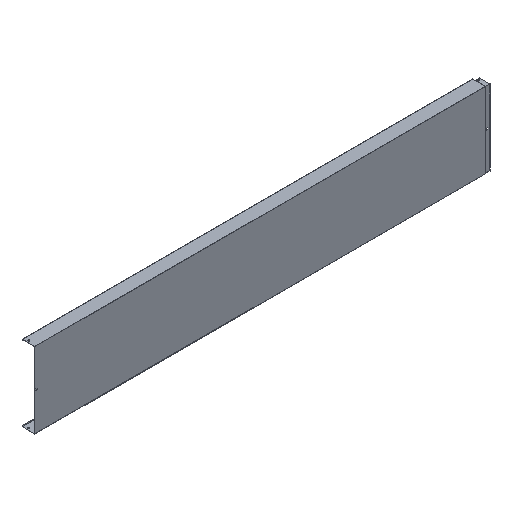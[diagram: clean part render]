
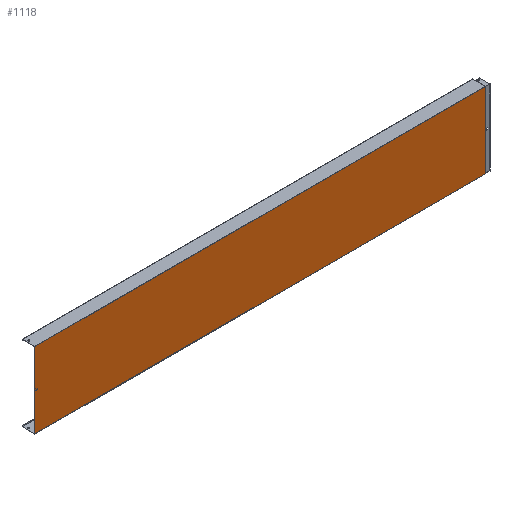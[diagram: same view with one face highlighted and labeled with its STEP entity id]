
A CAD part, isometric view. The second image highlights one B-rep face of the part: STEP entity #1118.
In plain terms, the highlighted planar face has unit normal (0, -1, 0).
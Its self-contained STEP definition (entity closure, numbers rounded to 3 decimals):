
#1 = LINE ( 'NONE', #1060, #415 ) ;
#19 = VERTEX_POINT ( 'NONE', #177 ) ;
#25 = AXIS2_PLACEMENT_3D ( 'NONE', #1034, #1332, #387 ) ;
#26 = CARTESIAN_POINT ( 'NONE',  ( -2970., 0., -250. ) ) ;
#55 = FACE_BOUND ( 'NONE', #1036, .T. ) ;
#70 = VERTEX_POINT ( 'NONE', #1308 ) ;
#83 = VECTOR ( 'NONE', #1849, 1000. ) ;
#126 = ORIENTED_EDGE ( 'NONE', *, *, #838, .F. ) ;
#172 = CARTESIAN_POINT ( 'NONE',  ( -2952.5, 0., -3.5 ) ) ;
#177 = CARTESIAN_POINT ( 'NONE',  ( -2952.5, 0., 3.5 ) ) ;
#212 = ORIENTED_EDGE ( 'NONE', *, *, #393, .T. ) ;
#238 = VECTOR ( 'NONE', #1132, 1000. ) ;
#300 = DIRECTION ( 'NONE',  ( -1., 0., 0. ) ) ;
#317 = CARTESIAN_POINT ( 'NONE',  ( -2970., 0., 250. ) ) ;
#332 = CARTESIAN_POINT ( 'NONE',  ( 1.278, 0., 250. ) ) ;
#359 = DIRECTION ( 'NONE',  ( 0., 0., -1. ) ) ;
#362 = CARTESIAN_POINT ( 'NONE',  ( -2952.5, 0., -3.5 ) ) ;
#387 = DIRECTION ( 'NONE',  ( 0., 0., -1. ) ) ;
#393 = EDGE_CURVE ( 'NONE', #70, #19, #1540, .T. ) ;
#415 = VECTOR ( 'NONE', #1975, 1000. ) ;
#421 = ORIENTED_EDGE ( 'NONE', *, *, #1049, .T. ) ;
#477 = EDGE_CURVE ( 'NONE', #603, #545, #664, .T. ) ;
#483 = FACE_OUTER_BOUND ( 'NONE', #1411, .T. ) ;
#485 = VERTEX_POINT ( 'NONE', #948 ) ;
#522 = CARTESIAN_POINT ( 'NONE',  ( -2952.5, 0., 3.5 ) ) ;
#545 = VERTEX_POINT ( 'NONE', #317 ) ;
#603 = VERTEX_POINT ( 'NONE', #332 ) ;
#628 = DIRECTION ( 'NONE',  ( 0., 0., 1. ) ) ;
#631 = EDGE_CURVE ( 'NONE', #723, #485, #729, .T. ) ;
#638 = VECTOR ( 'NONE', #359, 1000. ) ;
#664 = LINE ( 'NONE', #791, #1394 ) ;
#678 = DIRECTION ( 'NONE',  ( -1., 0., 0. ) ) ;
#723 = VERTEX_POINT ( 'NONE', #362 ) ;
#729 = LINE ( 'NONE', #172, #1684 ) ;
#774 = EDGE_CURVE ( 'NONE', #891, #603, #1963, .T. ) ;
#785 = VECTOR ( 'NONE', #628, 1000. ) ;
#791 = CARTESIAN_POINT ( 'NONE',  ( 0.697, 0., 250. ) ) ;
#802 = ORIENTED_EDGE ( 'NONE', *, *, #631, .T. ) ;
#837 = DIRECTION ( 'NONE',  ( 0., 0., -1. ) ) ;
#838 = EDGE_CURVE ( 'NONE', #891, #1083, #1893, .T. ) ;
#853 = LINE ( 'NONE', #522, #638 ) ;
#861 = PLANE ( 'NONE',  #25 ) ;
#891 = VERTEX_POINT ( 'NONE', #2047 ) ;
#932 = ORIENTED_EDGE ( 'NONE', *, *, #1264, .T. ) ;
#948 = CARTESIAN_POINT ( 'NONE',  ( -2962.5, 0., -3.5 ) ) ;
#961 = CARTESIAN_POINT ( 'NONE',  ( 0.697, 0., -250. ) ) ;
#987 = ORIENTED_EDGE ( 'NONE', *, *, #477, .T. ) ;
#1011 = CARTESIAN_POINT ( 'NONE',  ( -2970., 0., 250. ) ) ;
#1033 = EDGE_CURVE ( 'NONE', #19, #723, #853, .T. ) ;
#1034 = CARTESIAN_POINT ( 'NONE',  ( -2970., 0., 250. ) ) ;
#1036 = EDGE_LOOP ( 'NONE', ( #1609, #802, #932, #212 ) ) ;
#1049 = EDGE_CURVE ( 'NONE', #545, #1083, #1168, .T. ) ;
#1060 = CARTESIAN_POINT ( 'NONE',  ( -2962.5, 0., 3.5 ) ) ;
#1083 = VERTEX_POINT ( 'NONE', #26 ) ;
#1118 = ADVANCED_FACE ( 'NONE', ( #55, #483 ), #861, .T. ) ;
#1132 = DIRECTION ( 'NONE',  ( -1., 0., 0. ) ) ;
#1143 = ORIENTED_EDGE ( 'NONE', *, *, #774, .T. ) ;
#1168 = LINE ( 'NONE', #1011, #1796 ) ;
#1264 = EDGE_CURVE ( 'NONE', #485, #70, #1, .T. ) ;
#1308 = CARTESIAN_POINT ( 'NONE',  ( -2962.5, 0., 3.5 ) ) ;
#1332 = DIRECTION ( 'NONE',  ( 0., -1., 0. ) ) ;
#1394 = VECTOR ( 'NONE', #300, 1000. ) ;
#1411 = EDGE_LOOP ( 'NONE', ( #126, #1143, #987, #421 ) ) ;
#1540 = LINE ( 'NONE', #1995, #83 ) ;
#1609 = ORIENTED_EDGE ( 'NONE', *, *, #1033, .T. ) ;
#1684 = VECTOR ( 'NONE', #678, 1000. ) ;
#1796 = VECTOR ( 'NONE', #837, 1000. ) ;
#1849 = DIRECTION ( 'NONE',  ( 1., 0., 0. ) ) ;
#1865 = CARTESIAN_POINT ( 'NONE',  ( 1.278, 0., -250. ) ) ;
#1893 = LINE ( 'NONE', #961, #238 ) ;
#1963 = LINE ( 'NONE', #1865, #785 ) ;
#1975 = DIRECTION ( 'NONE',  ( 0., 0., 1. ) ) ;
#1995 = CARTESIAN_POINT ( 'NONE',  ( -2952.5, 0., 3.5 ) ) ;
#2047 = CARTESIAN_POINT ( 'NONE',  ( 1.278, 0., -250. ) ) ;
